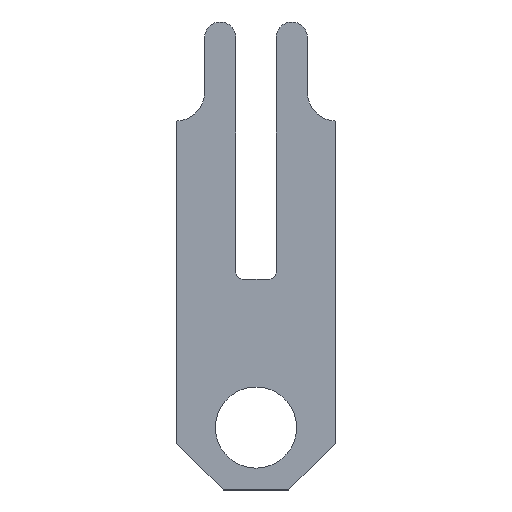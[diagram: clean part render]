
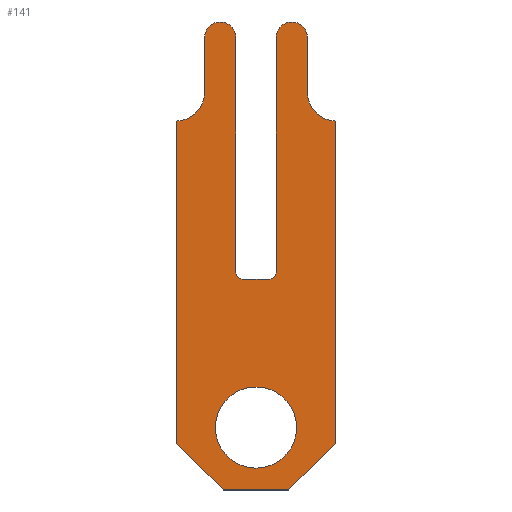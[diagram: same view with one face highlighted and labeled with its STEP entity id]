
A CAD part, top view. The second image highlights one B-rep face of the part: STEP entity #141.
In plain terms, the highlighted planar face has unit normal (0, 0, 1).
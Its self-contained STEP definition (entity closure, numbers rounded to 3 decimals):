
#99=FACE_BOUND('',#189,.T.);
#100=FACE_BOUND('',#190,.T.);
#111=CIRCLE('',#457,1.85);
#113=CIRCLE('',#461,1.);
#115=CIRCLE('',#465,0.5);
#117=CIRCLE('',#469,0.5);
#119=CIRCLE('',#473,1.);
#121=CIRCLE('',#477,1.85);
#122=CIRCLE('',#479,2.6);
#141=ADVANCED_FACE('',(#99,#100),#153,.F.);
#153=PLANE('',#482);
#189=EDGE_LOOP('',(#259,#260,#261,#262,#263,#264,#265,#266,#267,#268,#269,
#270,#271,#272,#273,#274));
#190=EDGE_LOOP('',(#275));
#259=ORIENTED_EDGE('',*,*,#329,.T.);
#260=ORIENTED_EDGE('',*,*,#333,.T.);
#261=ORIENTED_EDGE('',*,*,#336,.T.);
#262=ORIENTED_EDGE('',*,*,#339,.T.);
#263=ORIENTED_EDGE('',*,*,#342,.T.);
#264=ORIENTED_EDGE('',*,*,#345,.T.);
#265=ORIENTED_EDGE('',*,*,#348,.T.);
#266=ORIENTED_EDGE('',*,*,#351,.T.);
#267=ORIENTED_EDGE('',*,*,#354,.T.);
#268=ORIENTED_EDGE('',*,*,#357,.T.);
#269=ORIENTED_EDGE('',*,*,#360,.T.);
#270=ORIENTED_EDGE('',*,*,#363,.T.);
#271=ORIENTED_EDGE('',*,*,#366,.T.);
#272=ORIENTED_EDGE('',*,*,#369,.T.);
#273=ORIENTED_EDGE('',*,*,#372,.T.);
#274=ORIENTED_EDGE('',*,*,#374,.T.);
#275=ORIENTED_EDGE('',*,*,#375,.F.);
#295=VERTEX_POINT('',#596);
#296=VERTEX_POINT('',#598);
#298=VERTEX_POINT('',#604);
#300=VERTEX_POINT('',#610);
#302=VERTEX_POINT('',#616);
#304=VERTEX_POINT('',#622);
#306=VERTEX_POINT('',#628);
#308=VERTEX_POINT('',#634);
#310=VERTEX_POINT('',#640);
#312=VERTEX_POINT('',#646);
#314=VERTEX_POINT('',#652);
#316=VERTEX_POINT('',#658);
#318=VERTEX_POINT('',#664);
#320=VERTEX_POINT('',#670);
#322=VERTEX_POINT('',#676);
#324=VERTEX_POINT('',#682);
#325=VERTEX_POINT('',#689);
#329=EDGE_CURVE('',#296,#295,#379,.T.);
#333=EDGE_CURVE('',#295,#298,#383,.T.);
#336=EDGE_CURVE('',#298,#300,#386,.T.);
#339=EDGE_CURVE('',#300,#302,#389,.T.);
#342=EDGE_CURVE('',#302,#304,#392,.T.);
#345=EDGE_CURVE('',#304,#306,#111,.T.);
#348=EDGE_CURVE('',#306,#308,#396,.T.);
#351=EDGE_CURVE('',#308,#310,#113,.T.);
#354=EDGE_CURVE('',#310,#312,#400,.T.);
#357=EDGE_CURVE('',#312,#314,#115,.T.);
#360=EDGE_CURVE('',#314,#316,#404,.T.);
#363=EDGE_CURVE('',#316,#318,#117,.T.);
#366=EDGE_CURVE('',#318,#320,#408,.T.);
#369=EDGE_CURVE('',#320,#322,#119,.T.);
#372=EDGE_CURVE('',#322,#324,#412,.T.);
#374=EDGE_CURVE('',#324,#296,#121,.T.);
#375=EDGE_CURVE('',#325,#325,#122,.T.);
#379=LINE('',#597,#415);
#383=LINE('',#605,#419);
#386=LINE('',#611,#422);
#389=LINE('',#617,#425);
#392=LINE('',#623,#428);
#396=LINE('',#635,#432);
#400=LINE('',#647,#436);
#404=LINE('',#659,#440);
#408=LINE('',#671,#444);
#412=LINE('',#683,#448);
#415=VECTOR('',#490,1.);
#419=VECTOR('',#496,1.);
#422=VECTOR('',#501,1.);
#425=VECTOR('',#506,1.);
#428=VECTOR('',#511,1.);
#432=VECTOR('',#523,1.);
#436=VECTOR('',#535,1.);
#440=VECTOR('',#547,1.);
#444=VECTOR('',#559,1.);
#448=VECTOR('',#571,1.);
#457=AXIS2_PLACEMENT_3D('',#629,#517,#518);
#461=AXIS2_PLACEMENT_3D('',#641,#529,#530);
#465=AXIS2_PLACEMENT_3D('',#653,#541,#542);
#469=AXIS2_PLACEMENT_3D('',#665,#553,#554);
#473=AXIS2_PLACEMENT_3D('',#677,#565,#566);
#477=AXIS2_PLACEMENT_3D('',#686,#576,#577);
#479=AXIS2_PLACEMENT_3D('',#688,#580,#581);
#482=AXIS2_PLACEMENT_3D('',#693,#586,#587);
#490=DIRECTION('',(0.,-1.,0.));
#496=DIRECTION('',(0.707,-0.707,0.));
#501=DIRECTION('',(1.,0.,0.));
#506=DIRECTION('',(0.707,0.707,0.));
#511=DIRECTION('',(0.,1.,0.));
#517=DIRECTION('',(0.,0.,-1.));
#518=DIRECTION('',(1.,0.,0.));
#523=DIRECTION('',(0.,1.,0.));
#529=DIRECTION('',(0.,0.,1.));
#530=DIRECTION('',(1.,0.,0.));
#535=DIRECTION('',(0.,-1.,0.));
#541=DIRECTION('',(0.,0.,-1.));
#542=DIRECTION('',(1.,0.,0.));
#547=DIRECTION('',(-1.,0.,0.));
#553=DIRECTION('',(0.,0.,-1.));
#554=DIRECTION('',(1.,0.,0.));
#559=DIRECTION('',(0.,1.,0.));
#565=DIRECTION('',(0.,0.,1.));
#566=DIRECTION('',(1.,0.,0.));
#571=DIRECTION('',(0.,-1.,0.));
#576=DIRECTION('',(0.,0.,-1.));
#577=DIRECTION('',(1.,0.,0.));
#580=DIRECTION('',(0.,0.,1.));
#581=DIRECTION('',(1.,0.,0.));
#586=DIRECTION('',(0.,0.,-1.));
#587=DIRECTION('',(-1.,0.,0.));
#596=CARTESIAN_POINT('',(-5.1,-1.,1.));
#597=CARTESIAN_POINT('',(-5.1,19.651,1.));
#598=CARTESIAN_POINT('',(-5.1,19.651,1.));
#604=CARTESIAN_POINT('',(-2.1,-4.,1.));
#605=CARTESIAN_POINT('',(-5.1,-1.,1.));
#610=CARTESIAN_POINT('',(2.1,-4.,1.));
#611=CARTESIAN_POINT('',(-2.1,-4.,1.));
#616=CARTESIAN_POINT('',(5.1,-1.,1.));
#617=CARTESIAN_POINT('',(2.1,-4.,1.));
#622=CARTESIAN_POINT('',(5.1,19.651,1.));
#623=CARTESIAN_POINT('',(5.1,-1.,1.));
#628=CARTESIAN_POINT('',(3.3,21.5,1.));
#629=CARTESIAN_POINT('',(5.15,21.5,1.));
#634=CARTESIAN_POINT('',(3.3,25.,1.));
#635=CARTESIAN_POINT('',(3.3,21.5,1.));
#640=CARTESIAN_POINT('',(1.3,25.,1.));
#641=CARTESIAN_POINT('',(2.3,25.,1.));
#646=CARTESIAN_POINT('',(1.3,10.,1.));
#647=CARTESIAN_POINT('',(1.3,25.,1.));
#652=CARTESIAN_POINT('',(0.8,9.5,1.));
#653=CARTESIAN_POINT('',(0.8,10.,1.));
#658=CARTESIAN_POINT('',(-0.8,9.5,1.));
#659=CARTESIAN_POINT('',(0.8,9.5,1.));
#664=CARTESIAN_POINT('',(-1.3,10.,1.));
#665=CARTESIAN_POINT('',(-0.8,10.,1.));
#670=CARTESIAN_POINT('',(-1.3,25.,1.));
#671=CARTESIAN_POINT('',(-1.3,10.,1.));
#676=CARTESIAN_POINT('',(-3.3,25.,1.));
#677=CARTESIAN_POINT('',(-2.3,25.,1.));
#682=CARTESIAN_POINT('',(-3.3,21.5,1.));
#683=CARTESIAN_POINT('',(-3.3,25.,1.));
#686=CARTESIAN_POINT('',(-5.15,21.5,1.));
#688=CARTESIAN_POINT('',(0.,0.,1.));
#689=CARTESIAN_POINT('',(2.6,0.,1.));
#693=CARTESIAN_POINT('',(5.15,21.5,1.));
